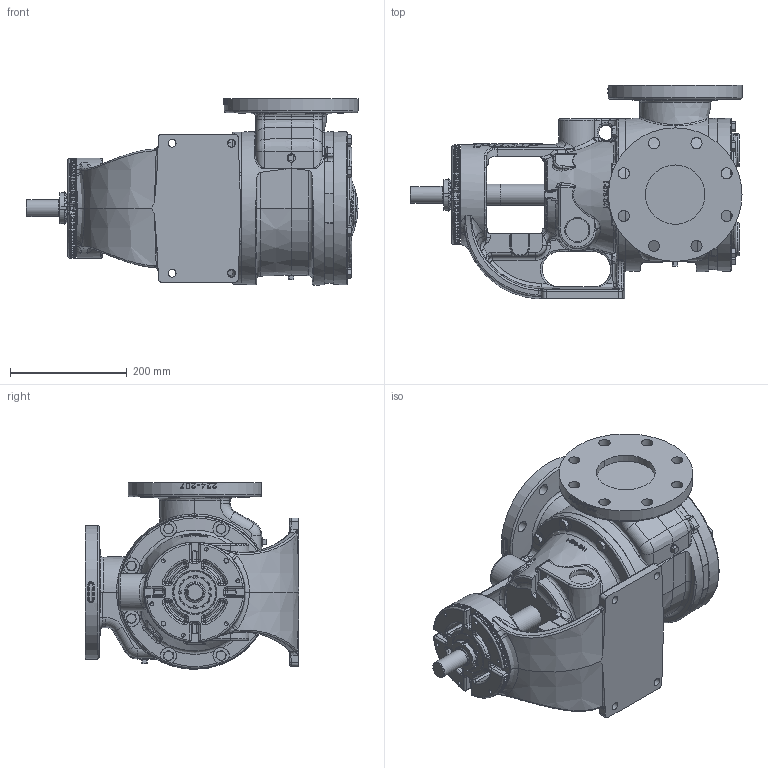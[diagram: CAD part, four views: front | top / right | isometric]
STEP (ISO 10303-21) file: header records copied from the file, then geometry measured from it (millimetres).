
FILE_DESCRIPTION (( 'STEP AP214' ), '1' );
FILE_NAME ('LL224A_4in.STEP', '2018-08-02T15:22:06', ( '' ), ( '' ), 'SwSTEP 2.0', 'SolidWorks 2017', '' );
FILE_SCHEMA (( 'AUTOMOTIVE_DESIGN' ));
Length unit declared in the file: inch
Products named in the file (1): LL224A_4in
Bounding box: 568.2 x 365.25 x 319.34 mm (x, y, z)
Volume: 19459805.4 mm3; surface area: 904494.8 mm2
Topology: 1 solids, 1 shells, 2425 faces, 6131 edges, 3749 vertices
Faces by surface type: plane 803, bspline 568, cone 537, cylinder 339, torus 131, sphere 47
Full cylindrical faces by diameter (mm): 5.016 x6, 6.35 x6, 6.528 x2, 7.937 x4, 11.506 x1, 13.487 x4, 15.875 x15, 19.05 x16, 28.55 x1, 35.065 x1, 36.493 x2, 40.869 x1, 43.434 x1, 133.35 x1, 139.624 x1, 139.7 x1, 228.6 x2, 260.35 x2
Entity records: 162126 total; most frequent: CARTESIAN_POINT 91121, ORIENTED_EDGE 11786, DIRECTION 9431, EDGE_CURVE 5893, AXIS2_PLACEMENT_3D 3862, VERTEX_POINT 3674, EDGE_LOOP 2683, FACE_OUTER_BOUND 2505
